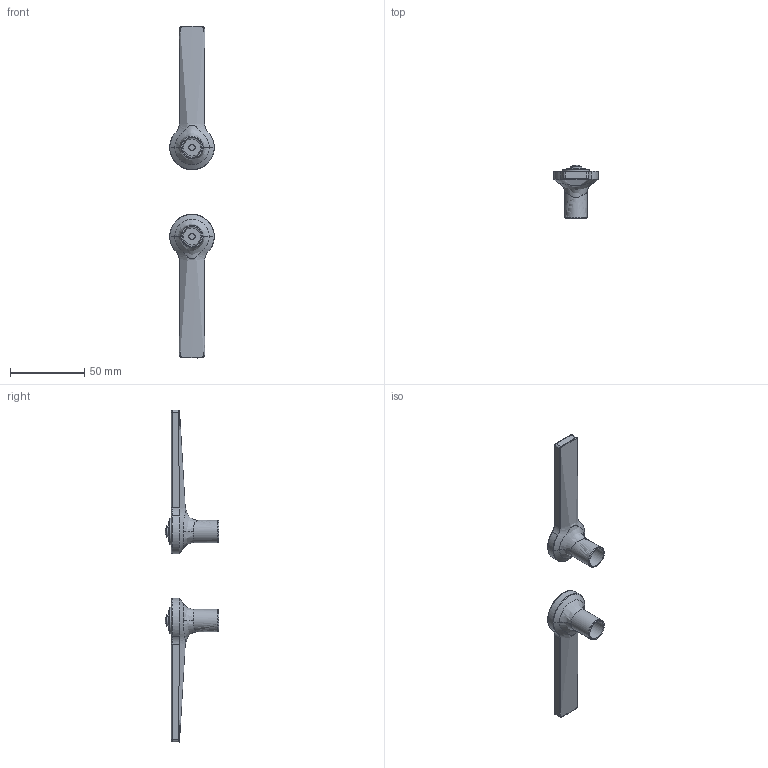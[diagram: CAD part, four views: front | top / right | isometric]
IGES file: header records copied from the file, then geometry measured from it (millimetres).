
Global section: file name: V751-LF; native system: Autodesk Inventor 2016; preprocessor: unknown; author: aprice; date: 20160411.150716; units: millimetre
Bounding box: 30 x 36.1 x 223.78 mm (x, y, z)
Volume: 30728.5 mm3; surface area: 16471.8 mm2
Topology: 6 solids, 6 shells, 146 faces, 386 edges, 262 vertices
Faces by surface type: bspline 146
